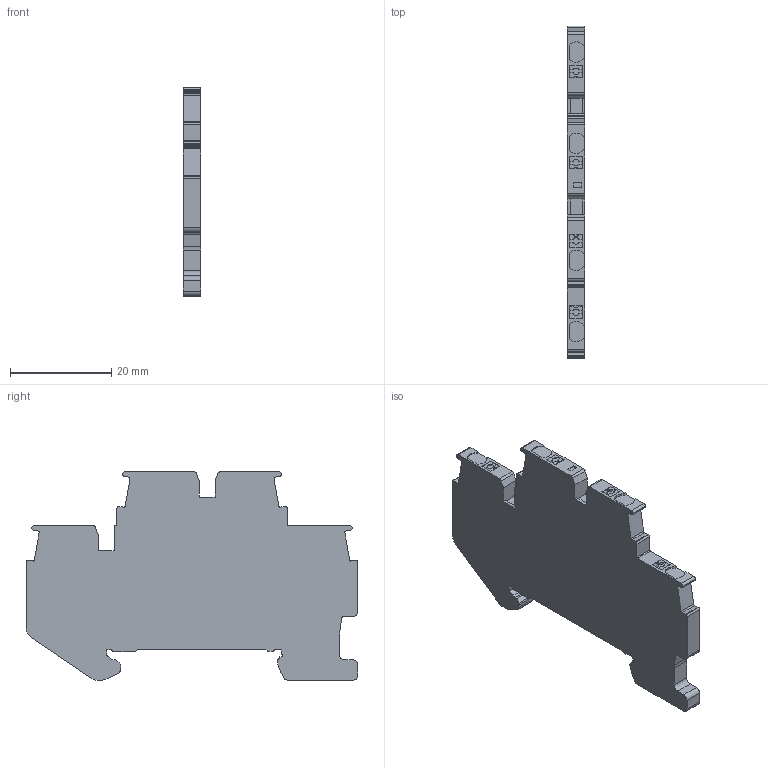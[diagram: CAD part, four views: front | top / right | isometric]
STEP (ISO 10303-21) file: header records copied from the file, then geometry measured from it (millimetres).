
FILE_DESCRIPTION( ( 'Unknown' ), '1' );
FILE_NAME( 'DPTTB1.5-PE.stp', 'Unknown', ( 'Unknown' ), ( 'Unknown' ), 'XStep 1.0', 'Unknown', ' ' );
FILE_SCHEMA( ( 'automotive_design' ) );
Length unit declared in the file: millimetre
Products named in the file (1): DPT1.5 Spring-asm
Bounding box: 3.5 x 65.4 x 41.1 mm (x, y, z)
Volume: 6892 mm3; surface area: 4866.1 mm2
Topology: 1 solids, 1 shells, 272 faces, 771 edges, 514 vertices
Faces by surface type: plane 183, cylinder 89
Entity records: 11005 total; most frequent: CARTESIAN_POINT 1558, ORIENTED_EDGE 1542, DIRECTION 1495, EDGE_CURVE 771, LINE 593, VECTOR 593, VERTEX_POINT 514, AXIS2_PLACEMENT_3D 451
